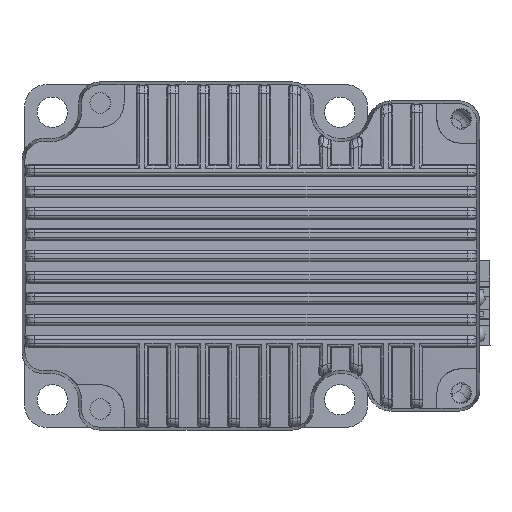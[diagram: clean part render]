
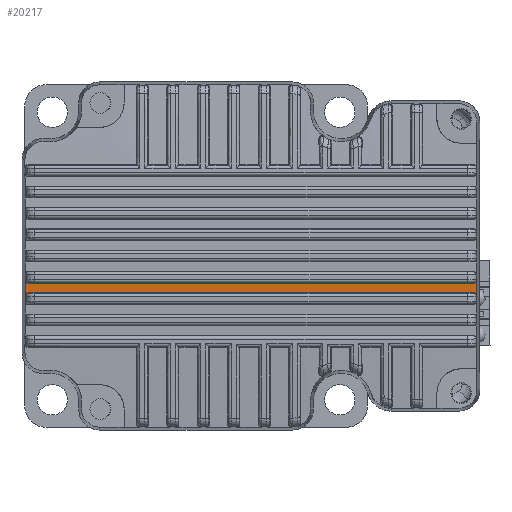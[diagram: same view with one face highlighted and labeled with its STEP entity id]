
A CAD part, front view. The second image highlights one B-rep face of the part: STEP entity #20217.
In plain terms, the highlighted cylindrical face has radius 272.359 mm (diameter 544.717 mm), a partial arc.
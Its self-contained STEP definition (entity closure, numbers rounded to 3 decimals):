
#242 = CARTESIAN_POINT ( 'NONE',  ( 56.886, -108.12, 57.468 ) ) ;
#314 = DIRECTION ( 'NONE',  ( -1., 0., 0. ) ) ;
#1077 = EDGE_CURVE ( 'NONE', #21591, #37746, #30923, .T. ) ;
#1195 = B_SPLINE_CURVE_WITH_KNOTS ( 'NONE', 3,
 ( #10639, #1825, #10766, #31299, #13706, #34262 ),
 .UNSPECIFIED., .F., .F.,
 ( 4, 2, 4 ),
 ( 0., 0., 0.001 ),
 .UNSPECIFIED. ) ;
#1825 = CARTESIAN_POINT ( 'NONE',  ( -16.843, -108.114, 57.1 ) ) ;
#2919 = CARTESIAN_POINT ( 'NONE',  ( -16.712, -108.084, 55.541 ) ) ;
#3179 = CARTESIAN_POINT ( 'NONE',  ( 56.831, -108.118, 57.339 ) ) ;
#3528 = ORIENTED_EDGE ( 'NONE', *, *, #35311, .F. ) ;
#4101 = EDGE_CURVE ( 'NONE', #15324, #34974, #20999, .T. ) ;
#4738 =( BOUNDED_CURVE ( )  B_SPLINE_CURVE ( 3, ( #14200, #31806, #34773, #17123 ),
 .UNSPECIFIED., .F., .T. ) 
 B_SPLINE_CURVE_WITH_KNOTS ( ( 4, 4 ),
 ( 3.118, 3.127 ),
 .UNSPECIFIED. ) 
 CURVE ( )  GEOMETRIC_REPRESENTATION_ITEM ( )  RATIONAL_B_SPLINE_CURVE ( ( 1., 1., 1., 1. ) ) 
 REPRESENTATION_ITEM ( '' )  );
#6080 = CARTESIAN_POINT ( 'NONE',  ( 56.518, -108.114, 57.1 ) ) ;
#6463 = ORIENTED_EDGE ( 'NONE', *, *, #35829, .T. ) ;
#7793 = CARTESIAN_POINT ( 'NONE',  ( 56.886, -108.093, 55.894 ) ) ;
#8569 = CARTESIAN_POINT ( 'NONE',  ( 56.886, -108.073, 55.042 ) ) ;
#8630 = EDGE_LOOP ( 'NONE', ( #3528, #34619, #36593, #27891, #20186, #6463, #36836, #8711 ) ) ;
#8711 = ORIENTED_EDGE ( 'NONE', *, *, #19081, .T. ) ;
#9461 = CYLINDRICAL_SURFACE ( 'NONE', #34750, 272.359 ) ;
#9492 = VERTEX_POINT ( 'NONE', #19406 ) ;
#10381 = LINE ( 'NONE', #15068, #32895 ) ;
#10639 = CARTESIAN_POINT ( 'NONE',  ( -16.711, -108.114, 57.1 ) ) ;
#10745 = CARTESIAN_POINT ( 'NONE',  ( 56.886, -108.073, 55.042 ) ) ;
#10766 = CARTESIAN_POINT ( 'NONE',  ( -16.972, -108.115, 57.154 ) ) ;
#11516 = CARTESIAN_POINT ( 'NONE',  ( 56.832, -108.079, 55.303 ) ) ;
#11856 = CARTESIAN_POINT ( 'NONE',  ( 56.886, -108.122, 57.6 ) ) ;
#11924 = CARTESIAN_POINT ( 'NONE',  ( 184.931, 164.208, 61.57 ) ) ;
#12368 = EDGE_CURVE ( 'NONE', #37746, #34974, #18230, .T. ) ;
#12438 = EDGE_CURVE ( 'NONE', #24441, #9492, #10381, .T. ) ;
#13234 = VECTOR ( 'NONE', #22512, 1000. ) ;
#13522 = CARTESIAN_POINT ( 'NONE',  ( -17.212, -108.073, 55.042 ) ) ;
#13706 = CARTESIAN_POINT ( 'NONE',  ( -17.211, -108.12, 57.468 ) ) ;
#14200 = CARTESIAN_POINT ( 'NONE',  ( -17.212, -108.073, 55.042 ) ) ;
#14439 = CARTESIAN_POINT ( 'NONE',  ( 56.518, -108.084, 55.541 ) ) ;
#15068 = CARTESIAN_POINT ( 'NONE',  ( 184.931, -108.114, 57.1 ) ) ;
#15324 = VERTEX_POINT ( 'NONE', #15436 ) ;
#15436 = CARTESIAN_POINT ( 'NONE',  ( -16.712, -108.084, 55.541 ) ) ;
#16479 = CARTESIAN_POINT ( 'NONE',  ( 56.886, -108.122, 57.6 ) ) ;
#17123 = CARTESIAN_POINT ( 'NONE',  ( -17.211, -108.122, 57.6 ) ) ;
#17441 = CARTESIAN_POINT ( 'NONE',  ( -17.158, -108.079, 55.303 ) ) ;
#18124 = FACE_OUTER_BOUND ( 'NONE', #8630, .T. ) ;
#18230 = B_SPLINE_CURVE_WITH_KNOTS ( 'NONE', 3,
 ( #8569, #26118, #11516, #32060, #14439, #35042 ),
 .UNSPECIFIED., .F., .F.,
 ( 4, 2, 4 ),
 ( 0., 0., 0.001 ),
 .UNSPECIFIED. ) ;
#18584 = CARTESIAN_POINT ( 'NONE',  ( -17.211, -108.122, 57.6 ) ) ;
#19081 = EDGE_CURVE ( 'NONE', #9492, #30754, #1195, .T. ) ;
#19406 = CARTESIAN_POINT ( 'NONE',  ( -16.711, -108.114, 57.1 ) ) ;
#20186 = ORIENTED_EDGE ( 'NONE', *, *, #1077, .F. ) ;
#20217 = ADVANCED_FACE ( 'NONE', ( #18124 ), #9461, .T. ) ;
#20363 = CARTESIAN_POINT ( 'NONE',  ( -16.844, -108.084, 55.541 ) ) ;
#20713 = DIRECTION ( 'NONE',  ( 0., 0., 1. ) ) ;
#20999 = LINE ( 'NONE', #36883, #13234 ) ;
#21591 = VERTEX_POINT ( 'NONE', #35718 ) ;
#22512 = DIRECTION ( 'NONE',  ( 1., 0., 0. ) ) ;
#23611 = CARTESIAN_POINT ( 'NONE',  ( 56.647, -108.115, 57.154 ) ) ;
#24441 = VERTEX_POINT ( 'NONE', #37507 ) ;
#24670 = EDGE_CURVE ( 'NONE', #25507, #15324, #30622, .T. ) ;
#25507 = VERTEX_POINT ( 'NONE', #13522 ) ;
#26118 = CARTESIAN_POINT ( 'NONE',  ( 56.886, -108.076, 55.174 ) ) ;
#26587 = CARTESIAN_POINT ( 'NONE',  ( 56.386, -108.114, 57.1 ) ) ;
#27891 = ORIENTED_EDGE ( 'NONE', *, *, #12368, .F. ) ;
#28286 = CARTESIAN_POINT ( 'NONE',  ( 56.886, -108.11, 56.747 ) ) ;
#29710 = B_SPLINE_CURVE_WITH_KNOTS ( 'NONE', 3,
 ( #11856, #242, #3179, #23611, #6080, #26587 ),
 .UNSPECIFIED., .F., .F.,
 ( 4, 2, 4 ),
 ( 0., 0., 0.001 ),
 .UNSPECIFIED. ) ;
#30622 = B_SPLINE_CURVE_WITH_KNOTS ( 'NONE', 3,
 ( #31862, #32124, #17441, #38076, #20363, #2919 ),
 .UNSPECIFIED., .F., .F.,
 ( 4, 2, 4 ),
 ( 0., 0., 0.001 ),
 .UNSPECIFIED. ) ;
#30754 = VERTEX_POINT ( 'NONE', #18584 ) ;
#30782 = CARTESIAN_POINT ( 'NONE',  ( 56.386, -108.084, 55.541 ) ) ;
#30923 =( BOUNDED_CURVE ( )  B_SPLINE_CURVE ( 3, ( #16479, #28286, #7793, #10745 ),
 .UNSPECIFIED., .F., .T. ) 
 B_SPLINE_CURVE_WITH_KNOTS ( ( 4, 4 ),
 ( 0.015, 0.024 ),
 .UNSPECIFIED. ) 
 CURVE ( )  GEOMETRIC_REPRESENTATION_ITEM ( )  RATIONAL_B_SPLINE_CURVE ( ( 1., 1., 1., 1. ) ) 
 REPRESENTATION_ITEM ( '' )  );
#31299 = CARTESIAN_POINT ( 'NONE',  ( -17.157, -108.118, 57.339 ) ) ;
#31806 = CARTESIAN_POINT ( 'NONE',  ( -17.211, -108.093, 55.894 ) ) ;
#31862 = CARTESIAN_POINT ( 'NONE',  ( -17.212, -108.073, 55.042 ) ) ;
#32060 = CARTESIAN_POINT ( 'NONE',  ( 56.648, -108.083, 55.487 ) ) ;
#32124 = CARTESIAN_POINT ( 'NONE',  ( -17.212, -108.076, 55.174 ) ) ;
#32895 = VECTOR ( 'NONE', #35675, 1000. ) ;
#34262 = CARTESIAN_POINT ( 'NONE',  ( -17.211, -108.122, 57.6 ) ) ;
#34619 = ORIENTED_EDGE ( 'NONE', *, *, #24670, .T. ) ;
#34750 = AXIS2_PLACEMENT_3D ( 'NONE', #11924, #314, #20713 ) ;
#34773 = CARTESIAN_POINT ( 'NONE',  ( -17.211, -108.11, 56.747 ) ) ;
#34974 = VERTEX_POINT ( 'NONE', #30782 ) ;
#35042 = CARTESIAN_POINT ( 'NONE',  ( 56.386, -108.084, 55.541 ) ) ;
#35311 = EDGE_CURVE ( 'NONE', #25507, #30754, #4738, .T. ) ;
#35675 = DIRECTION ( 'NONE',  ( -1., 0., 0. ) ) ;
#35718 = CARTESIAN_POINT ( 'NONE',  ( 56.886, -108.122, 57.6 ) ) ;
#35829 = EDGE_CURVE ( 'NONE', #21591, #24441, #29710, .T. ) ;
#36593 = ORIENTED_EDGE ( 'NONE', *, *, #4101, .T. ) ;
#36836 = ORIENTED_EDGE ( 'NONE', *, *, #12438, .T. ) ;
#36883 = CARTESIAN_POINT ( 'NONE',  ( 184.931, -108.084, 55.541 ) ) ;
#37193 = CARTESIAN_POINT ( 'NONE',  ( 56.886, -108.073, 55.042 ) ) ;
#37507 = CARTESIAN_POINT ( 'NONE',  ( 56.386, -108.114, 57.1 ) ) ;
#37746 = VERTEX_POINT ( 'NONE', #37193 ) ;
#38076 = CARTESIAN_POINT ( 'NONE',  ( -16.973, -108.083, 55.487 ) ) ;
